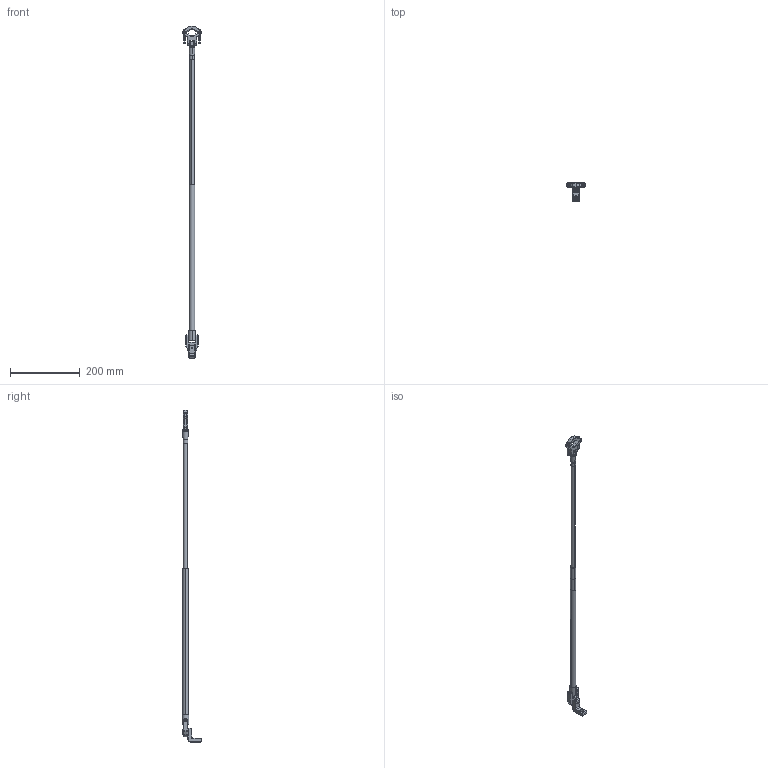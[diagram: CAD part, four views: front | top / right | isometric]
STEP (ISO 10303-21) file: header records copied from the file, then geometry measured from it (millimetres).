
FILE_DESCRIPTION (( 'STEP AP214' ), '1' );
FILE_NAME ('Braccio carbonio CAR101.STEP', '2016-08-31T13:26:48', ( '' ), ( '' ), 'SwSTEP 2.0', 'SolidWorks 2016', '' );
FILE_SCHEMA (( 'AUTOMOTIVE_DESIGN' ));
Length unit declared in the file: millimetre
Products named in the file (1): Braccio carbonio CAR101
Bounding box: 53 x 56.5 x 955.05 mm (x, y, z)
Volume: 98161.3 mm3; surface area: 112988.4 mm2
Topology: 22 solids, 22 shells, 548 faces, 1202 edges, 727 vertices
Faces by surface type: plane 215, cylinder 197, cone 124, bspline 8, torus 4
Entity records: 22128 total; most frequent: CARTESIAN_POINT 3514, DIRECTION 2733, ORIENTED_EDGE 2388, EDGE_CURVE 1194, AXIS2_PLACEMENT_3D 1038, VERTEX_POINT 727, VECTOR 657, LINE 657
